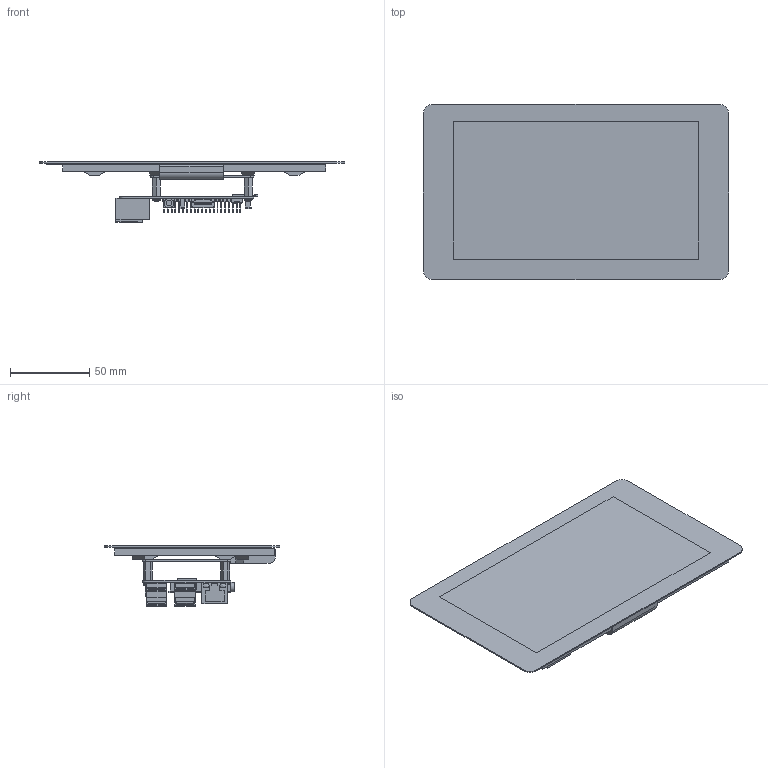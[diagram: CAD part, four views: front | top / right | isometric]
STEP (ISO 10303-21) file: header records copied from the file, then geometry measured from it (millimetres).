
FILE_DESCRIPTION(/* description */ (''),/* implementation_level */ '2;1');
FILE_NAME(/* name */ 'Raspberry Pi Touch Screen Assembly - Pins Out.step',/* time_stamp */ '2016-06-09T11:48:24-06:00',/* author */ (''),/* organization */ (''),/* preprocessor_version */ 'ST-DEVELOPER v16.5',/* originating_system */ 'Autodesk Translation Framework v5.0.0.3310',/* authorisation */ '');
FILE_SCHEMA (('AUTOMOTIVE_DESIGN { 1 0 10303 214 3 1 1 }'));
Length unit declared in the file: centimetre
Products named in the file (9): Raspberry Pi Touch Screen Assembly - Pins Out v4; RPi Display Driver PCB v1; RPi LCD Module v5; RPi Touchscreen Module; Standoff M2.5 12mm v2; RASPBERRY PI 3 v2; micro_sd_card v3; micro_sd_card; M2.5 Screw
Assembly tree (14 placements, depth 3):
  Raspberry Pi Touch Screen Assembly - Pins Out v4
    RPi Display Driver PCB v1
    RPi LCD Module v5
      RPi Touchscreen Module
    Standoff M2.5 12mm v2  x4
    RASPBERRY PI 3 v2
    M2.5 Screw  x4
    micro_sd_card v3
      micro_sd_card
Bounding box: 192.96 x 110.76 x 38.01 mm (x, y, z)
Volume: 131341.7 mm3; surface area: 79780.4 mm2
Topology: 11 solids, 93 shells, 1138 faces, 2987 edges, 2051 vertices
Faces by surface type: plane 973, cylinder 108, cone 20, bspline 19, torus 14, sphere 4
Full cylindrical faces by diameter (mm): 2.5 x12, 2.75 x4, 3 x4, 3.6 x1, 5 x4, 5.95 x1, 6.2 x8
Entity records: 33982 total; most frequent: CARTESIAN_POINT 8364, DIRECTION 4923, ORIENTED_EDGE 4894, EDGE_CURVE 2640, LINE 2333, VECTOR 2333, VERTEX_POINT 1842, AXIS2_PLACEMENT_3D 1295
